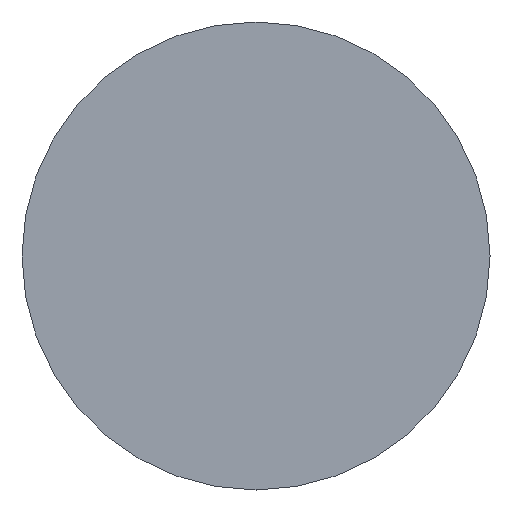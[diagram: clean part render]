
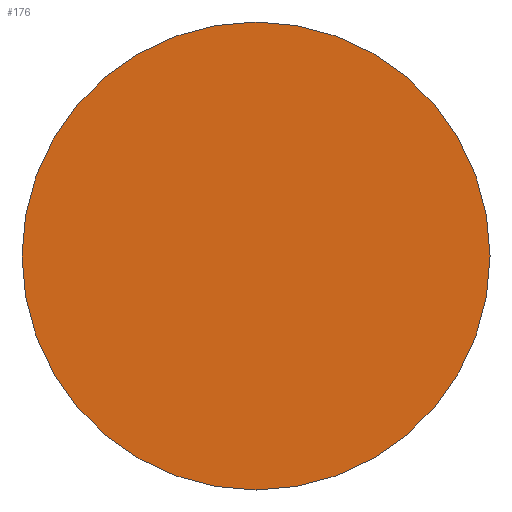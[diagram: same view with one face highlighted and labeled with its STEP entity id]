
A CAD part, front view. The second image highlights one B-rep face of the part: STEP entity #176.
In plain terms, the highlighted planar face has unit normal (0, -1, 0).
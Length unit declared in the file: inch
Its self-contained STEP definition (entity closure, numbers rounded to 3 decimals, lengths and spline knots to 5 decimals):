
#22 = AXIS2_PLACEMENT_3D ( 'NONE', #150, #247, #98 ) ;
#86 = DIRECTION ( 'NONE',  ( 0., -1., 0. ) ) ;
#89 = CARTESIAN_POINT ( 'NONE',  ( 0., 0., 0.625 ) ) ;
#98 = DIRECTION ( 'NONE',  ( 0., 0., -1. ) ) ;
#101 = DIRECTION ( 'NONE',  ( 0., 0., -1. ) ) ;
#106 = AXIS2_PLACEMENT_3D ( 'NONE', #257, #86, #182 ) ;
#142 = CIRCLE ( 'NONE', #184, 0.625 ) ;
#147 = CARTESIAN_POINT ( 'NONE',  ( 0., 0., 0. ) ) ;
#149 = CARTESIAN_POINT ( 'NONE',  ( 0., 0., -0.625 ) ) ;
#150 = CARTESIAN_POINT ( 'NONE',  ( 0., 0., 0. ) ) ;
#176 = ADVANCED_FACE ( 'NONE', ( #221 ), #292, .T. ) ;
#178 = VERTEX_POINT ( 'NONE', #149 ) ;
#182 = DIRECTION ( 'NONE',  ( 0., 0., -1. ) ) ;
#184 = AXIS2_PLACEMENT_3D ( 'NONE', #147, #306, #101 ) ;
#203 = ORIENTED_EDGE ( 'NONE', *, *, #255, .T. ) ;
#209 = EDGE_CURVE ( 'NONE', #245, #178, #142, .T. ) ;
#221 = FACE_OUTER_BOUND ( 'NONE', #281, .T. ) ;
#224 = CIRCLE ( 'NONE', #106, 0.625 ) ;
#245 = VERTEX_POINT ( 'NONE', #89 ) ;
#247 = DIRECTION ( 'NONE',  ( 0., -1., 0. ) ) ;
#249 = ORIENTED_EDGE ( 'NONE', *, *, #209, .T. ) ;
#255 = EDGE_CURVE ( 'NONE', #178, #245, #224, .T. ) ;
#257 = CARTESIAN_POINT ( 'NONE',  ( 0., 0., 0. ) ) ;
#281 = EDGE_LOOP ( 'NONE', ( #203, #249 ) ) ;
#292 = PLANE ( 'NONE',  #22 ) ;
#306 = DIRECTION ( 'NONE',  ( 0., -1., 0. ) ) ;
